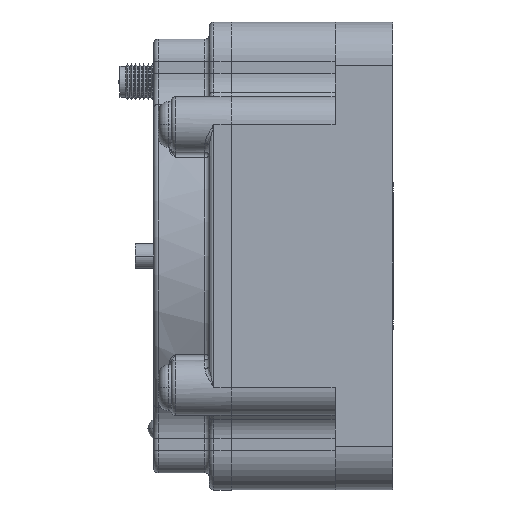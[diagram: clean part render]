
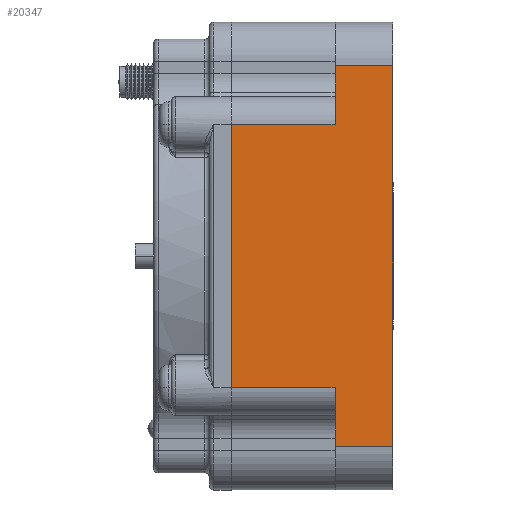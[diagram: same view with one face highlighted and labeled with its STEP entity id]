
A CAD part, left-side view. The second image highlights one B-rep face of the part: STEP entity #20347.
In plain terms, the highlighted planar face has unit normal (-1, 0, 0).
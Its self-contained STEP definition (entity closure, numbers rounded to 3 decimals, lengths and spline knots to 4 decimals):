
#4327=DIRECTION('',(0.,0.,1.));
#4328=VECTOR('',#4327,1.79);
#4329=CARTESIAN_POINT('',(-1.5776,1.0984,-0.895));
#4330=LINE('',#4329,#4328);
#8486=DIRECTION('',(0.,0.,1.));
#8487=VECTOR('',#8486,0.3985);
#8488=CARTESIAN_POINT('',(-1.5776,0.3937,
-1.2935));
#8489=LINE('',#8488,#8487);
#8548=DIRECTION('',(0.,1.,0.));
#8549=VECTOR('',#8548,0.7047);
#8550=CARTESIAN_POINT('',(-1.5776,0.3937,-0.895));
#8551=LINE('',#8550,#8549);
#8552=DIRECTION('',(0.,0.,-1.));
#8553=VECTOR('',#8552,2.587);
#8554=CARTESIAN_POINT('',(-1.5776,0.,1.2935));
#8555=LINE('',#8554,#8553);
#8556=DIRECTION('',(0.,1.,0.));
#8557=VECTOR('',#8556,0.3937);
#8558=CARTESIAN_POINT('',(-1.5776,0.,-1.2935));
#8559=LINE('',#8558,#8557);
#8565=DIRECTION('',(0.,1.,0.));
#8566=VECTOR('',#8565,0.7047);
#8567=CARTESIAN_POINT('',(-1.5776,0.3937,0.895));
#8568=LINE('',#8567,#8566);
#8578=DIRECTION('',(0.,0.,1.));
#8579=VECTOR('',#8578,0.3985);
#8580=CARTESIAN_POINT('',(-1.5776,0.3937,0.895));
#8581=LINE('',#8580,#8579);
#8855=DIRECTION('',(0.,1.,0.));
#8856=VECTOR('',#8855,0.3937);
#8857=CARTESIAN_POINT('',(-1.5776,0.,1.2935));
#8858=LINE('',#8857,#8856);
#11608=CARTESIAN_POINT('',(-1.5776,0.,1.2935));
#11610=VERTEX_POINT('',#11608);
#11621=CARTESIAN_POINT('',(-1.5776,0.,-1.2935));
#11623=VERTEX_POINT('',#11621);
#11624=CARTESIAN_POINT('',(-1.5776,0.3937,
1.2935));
#11626=VERTEX_POINT('',#11624);
#11637=CARTESIAN_POINT('',(-1.5776,0.3937,
-1.2935));
#11639=VERTEX_POINT('',#11637);
#11652=CARTESIAN_POINT('',(-1.5776,0.3937,-0.895));
#11653=VERTEX_POINT('',#11652);
#11654=CARTESIAN_POINT('',(-1.5776,0.3937,0.895));
#11655=VERTEX_POINT('',#11654);
#11749=CARTESIAN_POINT('',(-1.5776,1.0984,-0.895));
#11751=VERTEX_POINT('',#11749);
#11752=CARTESIAN_POINT('',(-1.5776,1.0984,0.895));
#11753=VERTEX_POINT('',#11752);
#20328=CARTESIAN_POINT('',(-1.5776,0.,-1.2935));
#20329=DIRECTION('',(-1.,0.,0.));
#20330=DIRECTION('',(0.,0.,1.));
#20331=AXIS2_PLACEMENT_3D('',#20328,#20329,#20330);
#20332=PLANE('',#20331);
#20333=ORIENTED_EDGE('',*,*,#20250,.T.);
#20334=ORIENTED_EDGE('',*,*,#20323,.T.);
#20335=ORIENTED_EDGE('',*,*,#16835,.T.);
#20337=ORIENTED_EDGE('',*,*,#20336,.F.);
#20339=ORIENTED_EDGE('',*,*,#20338,.T.);
#20341=ORIENTED_EDGE('',*,*,#20340,.F.);
#20342=ORIENTED_EDGE('',*,*,#17041,.T.);
#20344=ORIENTED_EDGE('',*,*,#20343,.T.);
#20345=EDGE_LOOP('',(#20333,#20334,#20335,#20337,#20339,#20341,#20342,#20344));
#20346=FACE_OUTER_BOUND('',#20345,.F.);
#20347=ADVANCED_FACE('',(#20346),#20332,.T.);
#16835=EDGE_CURVE('',#11751,#11753,#4330,.T.);
#17041=EDGE_CURVE('',#11610,#11623,#8555,.T.);
#20250=EDGE_CURVE('',#11639,#11653,#8489,.T.);
#20323=EDGE_CURVE('',#11653,#11751,#8551,.T.);
#20336=EDGE_CURVE('',#11655,#11753,#8568,.T.);
#20338=EDGE_CURVE('',#11655,#11626,#8581,.T.);
#20340=EDGE_CURVE('',#11610,#11626,#8858,.T.);
#20343=EDGE_CURVE('',#11623,#11639,#8559,.T.);
